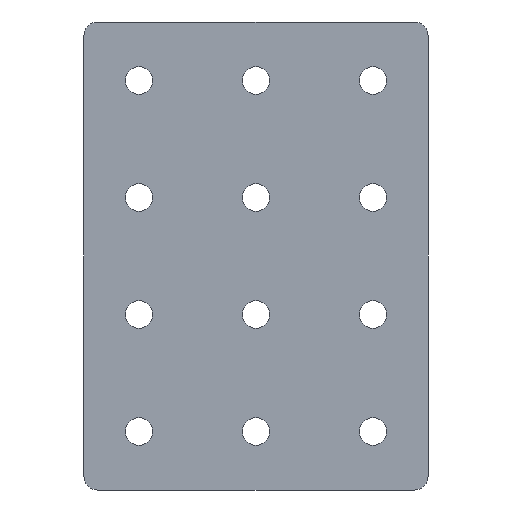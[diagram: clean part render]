
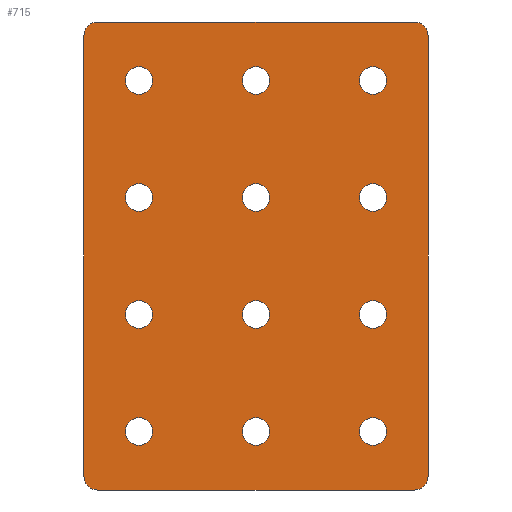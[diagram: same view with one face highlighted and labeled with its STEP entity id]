
A CAD part, front view. The second image highlights one B-rep face of the part: STEP entity #715.
In plain terms, the highlighted planar face has unit normal (0, -1, 0).
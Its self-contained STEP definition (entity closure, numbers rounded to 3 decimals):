
#15=FACE_BOUND('',#118,.T.);
#16=FACE_BOUND('',#119,.T.);
#17=FACE_BOUND('',#120,.T.);
#18=FACE_BOUND('',#121,.T.);
#19=FACE_BOUND('',#122,.T.);
#20=FACE_BOUND('',#123,.T.);
#21=FACE_BOUND('',#124,.T.);
#22=FACE_BOUND('',#125,.T.);
#23=FACE_BOUND('',#126,.T.);
#24=FACE_BOUND('',#127,.T.);
#25=FACE_BOUND('',#128,.T.);
#26=FACE_BOUND('',#129,.T.);
#52=PLANE('',#777);
#71=FACE_OUTER_BOUND('',#117,.T.);
#117=EDGE_LOOP('',(#501,#502,#503,#504,#505,#506,#507,#508));
#118=EDGE_LOOP('',(#509));
#119=EDGE_LOOP('',(#510));
#120=EDGE_LOOP('',(#511));
#121=EDGE_LOOP('',(#512));
#122=EDGE_LOOP('',(#513));
#123=EDGE_LOOP('',(#514));
#124=EDGE_LOOP('',(#515));
#125=EDGE_LOOP('',(#516));
#126=EDGE_LOOP('',(#517));
#127=EDGE_LOOP('',(#518));
#128=EDGE_LOOP('',(#519));
#129=EDGE_LOOP('',(#520));
#199=LINE('',#1133,#239);
#202=LINE('',#1139,#242);
#203=LINE('',#1143,#243);
#204=LINE('',#1147,#244);
#239=VECTOR('',#887,10.);
#242=VECTOR('',#892,10.);
#243=VECTOR('',#895,10.);
#244=VECTOR('',#898,10.);
#278=CIRCLE('',#775,1.);
#279=CIRCLE('',#778,1.);
#280=CIRCLE('',#779,1.);
#281=CIRCLE('',#780,1.);
#282=CIRCLE('',#781,1.);
#283=CIRCLE('',#782,1.);
#284=CIRCLE('',#783,1.);
#285=CIRCLE('',#784,1.);
#286=CIRCLE('',#785,1.);
#287=CIRCLE('',#786,1.);
#288=CIRCLE('',#787,1.);
#289=CIRCLE('',#788,1.);
#290=CIRCLE('',#789,1.);
#291=CIRCLE('',#790,1.);
#292=CIRCLE('',#791,1.);
#293=CIRCLE('',#792,1.);
#335=VERTEX_POINT('',#1126);
#336=VERTEX_POINT('',#1128);
#337=VERTEX_POINT('',#1132);
#339=VERTEX_POINT('',#1138);
#340=VERTEX_POINT('',#1140);
#341=VERTEX_POINT('',#1142);
#342=VERTEX_POINT('',#1144);
#343=VERTEX_POINT('',#1146);
#344=VERTEX_POINT('',#1149);
#345=VERTEX_POINT('',#1151);
#346=VERTEX_POINT('',#1153);
#347=VERTEX_POINT('',#1155);
#348=VERTEX_POINT('',#1157);
#349=VERTEX_POINT('',#1159);
#350=VERTEX_POINT('',#1161);
#351=VERTEX_POINT('',#1163);
#352=VERTEX_POINT('',#1165);
#353=VERTEX_POINT('',#1167);
#354=VERTEX_POINT('',#1169);
#355=VERTEX_POINT('',#1171);
#399=EDGE_CURVE('',#335,#336,#278,.T.);
#401=EDGE_CURVE('',#336,#337,#199,.T.);
#404=EDGE_CURVE('',#339,#335,#202,.T.);
#405=EDGE_CURVE('',#340,#339,#279,.T.);
#406=EDGE_CURVE('',#341,#340,#203,.T.);
#407=EDGE_CURVE('',#342,#341,#280,.T.);
#408=EDGE_CURVE('',#343,#342,#204,.T.);
#409=EDGE_CURVE('',#337,#343,#281,.T.);
#410=EDGE_CURVE('',#344,#344,#282,.T.);
#411=EDGE_CURVE('',#345,#345,#283,.T.);
#412=EDGE_CURVE('',#346,#346,#284,.T.);
#413=EDGE_CURVE('',#347,#347,#285,.T.);
#414=EDGE_CURVE('',#348,#348,#286,.T.);
#415=EDGE_CURVE('',#349,#349,#287,.T.);
#416=EDGE_CURVE('',#350,#350,#288,.T.);
#417=EDGE_CURVE('',#351,#351,#289,.T.);
#418=EDGE_CURVE('',#352,#352,#290,.T.);
#419=EDGE_CURVE('',#353,#353,#291,.T.);
#420=EDGE_CURVE('',#354,#354,#292,.T.);
#421=EDGE_CURVE('',#355,#355,#293,.T.);
#501=ORIENTED_EDGE('',*,*,#399,.F.);
#502=ORIENTED_EDGE('',*,*,#404,.F.);
#503=ORIENTED_EDGE('',*,*,#405,.F.);
#504=ORIENTED_EDGE('',*,*,#406,.F.);
#505=ORIENTED_EDGE('',*,*,#407,.F.);
#506=ORIENTED_EDGE('',*,*,#408,.F.);
#507=ORIENTED_EDGE('',*,*,#409,.F.);
#508=ORIENTED_EDGE('',*,*,#401,.F.);
#509=ORIENTED_EDGE('',*,*,#410,.F.);
#510=ORIENTED_EDGE('',*,*,#411,.F.);
#511=ORIENTED_EDGE('',*,*,#412,.F.);
#512=ORIENTED_EDGE('',*,*,#413,.F.);
#513=ORIENTED_EDGE('',*,*,#414,.F.);
#514=ORIENTED_EDGE('',*,*,#415,.F.);
#515=ORIENTED_EDGE('',*,*,#416,.F.);
#516=ORIENTED_EDGE('',*,*,#417,.F.);
#517=ORIENTED_EDGE('',*,*,#418,.F.);
#518=ORIENTED_EDGE('',*,*,#419,.F.);
#519=ORIENTED_EDGE('',*,*,#420,.F.);
#520=ORIENTED_EDGE('',*,*,#421,.F.);
#715=ADVANCED_FACE('',(#71,#15,#16,#17,#18,#19,#20,#21,#22,#23,#24,#25,
#26),#52,.F.);
#775=AXIS2_PLACEMENT_3D('',#1129,#882,#883);
#777=AXIS2_PLACEMENT_3D('',#1137,#890,#891);
#778=AXIS2_PLACEMENT_3D('',#1141,#893,#894);
#779=AXIS2_PLACEMENT_3D('',#1145,#896,#897);
#780=AXIS2_PLACEMENT_3D('',#1148,#899,#900);
#781=AXIS2_PLACEMENT_3D('',#1150,#901,#902);
#782=AXIS2_PLACEMENT_3D('',#1152,#903,#904);
#783=AXIS2_PLACEMENT_3D('',#1154,#905,#906);
#784=AXIS2_PLACEMENT_3D('',#1156,#907,#908);
#785=AXIS2_PLACEMENT_3D('',#1158,#909,#910);
#786=AXIS2_PLACEMENT_3D('',#1160,#911,#912);
#787=AXIS2_PLACEMENT_3D('',#1162,#913,#914);
#788=AXIS2_PLACEMENT_3D('',#1164,#915,#916);
#789=AXIS2_PLACEMENT_3D('',#1166,#917,#918);
#790=AXIS2_PLACEMENT_3D('',#1168,#919,#920);
#791=AXIS2_PLACEMENT_3D('',#1170,#921,#922);
#792=AXIS2_PLACEMENT_3D('',#1172,#923,#924);
#882=DIRECTION('center_axis',(0.,1.,0.));
#883=DIRECTION('ref_axis',(-0.707,0.,-0.707));
#887=DIRECTION('',(0.,0.,1.));
#890=DIRECTION('center_axis',(0.,1.,0.));
#891=DIRECTION('ref_axis',(1.,0.,0.));
#892=DIRECTION('',(-1.,0.,0.));
#893=DIRECTION('center_axis',(0.,1.,0.));
#894=DIRECTION('ref_axis',(0.707,0.,-0.707));
#895=DIRECTION('',(0.,0.,-1.));
#896=DIRECTION('center_axis',(0.,1.,0.));
#897=DIRECTION('ref_axis',(0.707,0.,0.707));
#898=DIRECTION('',(1.,0.,0.));
#899=DIRECTION('center_axis',(0.,1.,0.));
#900=DIRECTION('ref_axis',(-0.707,0.,0.707));
#901=DIRECTION('center_axis',(0.,-1.,0.));
#902=DIRECTION('ref_axis',(1.,0.,0.));
#903=DIRECTION('center_axis',(0.,-1.,0.));
#904=DIRECTION('ref_axis',(1.,0.,0.));
#905=DIRECTION('center_axis',(0.,-1.,0.));
#906=DIRECTION('ref_axis',(1.,0.,0.));
#907=DIRECTION('center_axis',(0.,-1.,0.));
#908=DIRECTION('ref_axis',(1.,0.,0.));
#909=DIRECTION('center_axis',(0.,-1.,0.));
#910=DIRECTION('ref_axis',(1.,0.,0.));
#911=DIRECTION('center_axis',(0.,-1.,0.));
#912=DIRECTION('ref_axis',(1.,0.,0.));
#913=DIRECTION('center_axis',(0.,-1.,0.));
#914=DIRECTION('ref_axis',(1.,0.,0.));
#915=DIRECTION('center_axis',(0.,-1.,0.));
#916=DIRECTION('ref_axis',(1.,0.,0.));
#917=DIRECTION('center_axis',(0.,-1.,0.));
#918=DIRECTION('ref_axis',(1.,0.,0.));
#919=DIRECTION('center_axis',(0.,-1.,0.));
#920=DIRECTION('ref_axis',(1.,0.,0.));
#921=DIRECTION('center_axis',(0.,-1.,0.));
#922=DIRECTION('ref_axis',(1.,0.,0.));
#923=DIRECTION('center_axis',(0.,-1.,0.));
#924=DIRECTION('ref_axis',(1.,0.,0.));
#1126=CARTESIAN_POINT('',(1.,0.,-34.));
#1128=CARTESIAN_POINT('',(0.,0.,-33.));
#1129=CARTESIAN_POINT('Origin',(1.,0.,-33.));
#1132=CARTESIAN_POINT('',(0.,0.,-1.));
#1133=CARTESIAN_POINT('',(0.,0.,-34.));
#1137=CARTESIAN_POINT('Origin',(12.5,0.,-17.));
#1138=CARTESIAN_POINT('',(24.,0.,-34.));
#1139=CARTESIAN_POINT('',(25.,0.,-34.));
#1140=CARTESIAN_POINT('',(25.,0.,-33.));
#1141=CARTESIAN_POINT('Origin',(24.,0.,-33.));
#1142=CARTESIAN_POINT('',(25.,0.,-1.));
#1143=CARTESIAN_POINT('',(25.,0.,0.));
#1144=CARTESIAN_POINT('',(24.,0.,0.));
#1145=CARTESIAN_POINT('Origin',(24.,0.,-1.));
#1146=CARTESIAN_POINT('',(1.,0.,0.));
#1147=CARTESIAN_POINT('',(0.,0.,0.));
#1148=CARTESIAN_POINT('Origin',(1.,0.,-1.));
#1149=CARTESIAN_POINT('',(20.,0.,-29.75));
#1150=CARTESIAN_POINT('Origin',(21.,0.,-29.75));
#1151=CARTESIAN_POINT('',(20.,0.,-4.25));
#1152=CARTESIAN_POINT('Origin',(21.,0.,-4.25));
#1153=CARTESIAN_POINT('',(20.,0.,-21.25));
#1154=CARTESIAN_POINT('Origin',(21.,0.,-21.25));
#1155=CARTESIAN_POINT('',(20.,0.,-12.75));
#1156=CARTESIAN_POINT('Origin',(21.,0.,-12.75));
#1157=CARTESIAN_POINT('',(11.5,0.,-29.75));
#1158=CARTESIAN_POINT('Origin',(12.5,0.,-29.75));
#1159=CARTESIAN_POINT('',(11.5,0.,-4.25));
#1160=CARTESIAN_POINT('Origin',(12.5,0.,-4.25));
#1161=CARTESIAN_POINT('',(11.5,0.,-21.25));
#1162=CARTESIAN_POINT('Origin',(12.5,0.,-21.25));
#1163=CARTESIAN_POINT('',(11.5,0.,-12.75));
#1164=CARTESIAN_POINT('Origin',(12.5,0.,-12.75));
#1165=CARTESIAN_POINT('',(3.,0.,-29.75));
#1166=CARTESIAN_POINT('Origin',(4.,0.,-29.75));
#1167=CARTESIAN_POINT('',(3.,0.,-4.25));
#1168=CARTESIAN_POINT('Origin',(4.,0.,-4.25));
#1169=CARTESIAN_POINT('',(3.,0.,-21.25));
#1170=CARTESIAN_POINT('Origin',(4.,0.,-21.25));
#1171=CARTESIAN_POINT('',(3.,0.,-12.75));
#1172=CARTESIAN_POINT('Origin',(4.,0.,-12.75));
